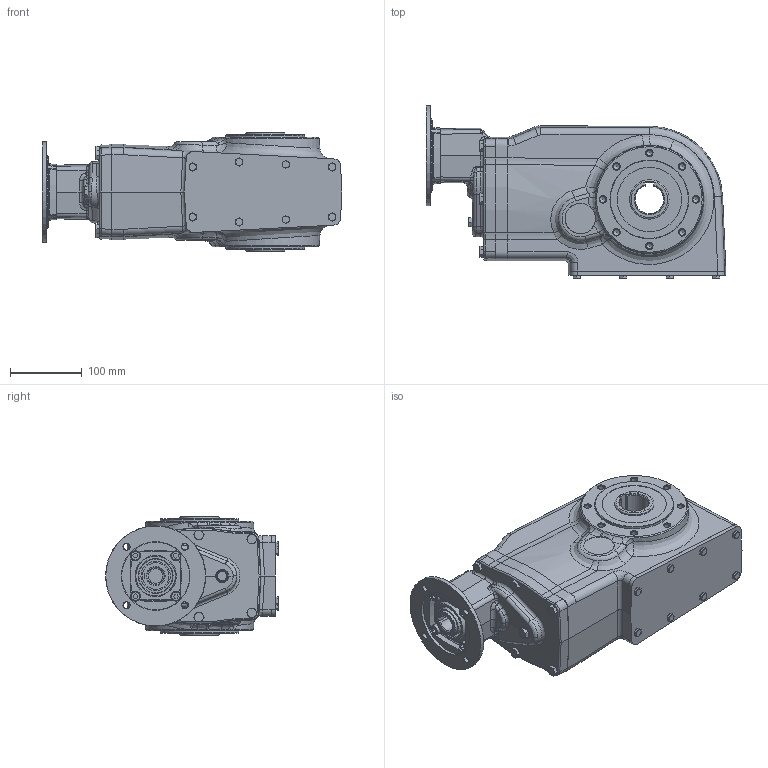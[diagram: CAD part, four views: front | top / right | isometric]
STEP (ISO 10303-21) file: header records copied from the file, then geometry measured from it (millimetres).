
FILE_DESCRIPTION(/* description */ ('Unknown'),/* implementation_level */ '2;1');
FILE_NAME(/* name */ '_P_X74N_I_xxx_-F_FB_N_-T_B3_-E_',/* time_stamp */ '2025-09-24T11:32:43+02:00',/* author */ ('Unknown'),/* organization */ ('Unknown'),/* preprocessor_version */ 'ST-DEVELOPER v18.104',/* originating_system */ 'Solid Edge',/* authorisation */ 'Unknown');
FILE_SCHEMA (('AUTOMOTIVE_DESIGN {1 0 10303 214 3 1 1}'));
Length unit declared in the file: millimetre
Products named in the file (6): _P_X74N_I_xxx_-F_FB_N_-T_B3_-E_; _B_X74N_I_xxx_-F_FB_N_; C405094Z; I634041; VTBIM08x16
Assembly tree (8 placements, depth 3):
  _P_X74N_I_xxx_-F_FB_N_-T_B3_-E_
    _B_X74N_I_xxx_-F_FB_N_
    C405094Z
    I634041
      I634041
      VTBIM08x16  x4
Bounding box: 418.9 x 241.6 x 166 mm (x, y, z)
Volume: 8370458.1 mm3; surface area: 363300.5 mm2
Topology: 7 solids, 15 shells, 916 faces, 2154 edges, 1326 vertices
Faces by surface type: plane 306, cylinder 214, bspline 170, cone 169, torus 55, sphere 2
Full cylindrical faces by diameter (mm): 2.6 x1, 6 x8, 6.647 x8, 7 x8, 8 x4, 8.376 x32, 8.9 x8, 9 x8, 11.6 x6, 13 x4, 14 x4, 16.662 x1, 18 x2, 24.5 x1, 35 x2, 37 x1, 41 x1, 42.5 x2, 47 x1, 55 x2, 62 x3, 69.18 x1, 69.2 x1, 90 x2, 95 x1, 110 x2, 140 x1
Entity records: 32583 total; most frequent: CARTESIAN_POINT 9898, ORIENTED_EDGE 3548, DIRECTION 3313, EDGE_CURVE 1774, AXIS2_PLACEMENT_3D 1402, VERTEX_POINT 1193, FACE_BOUND 1175, EDGE_LOOP 1159
